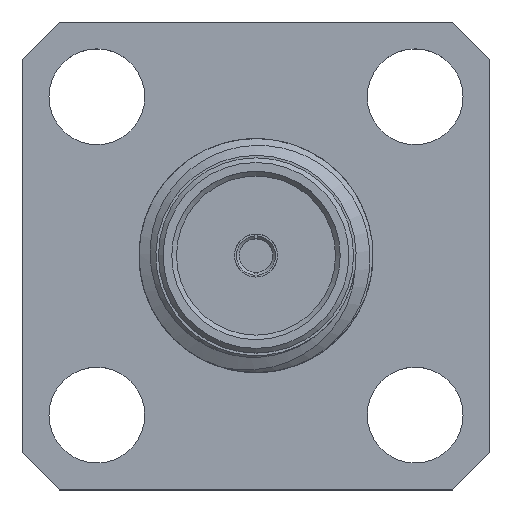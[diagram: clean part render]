
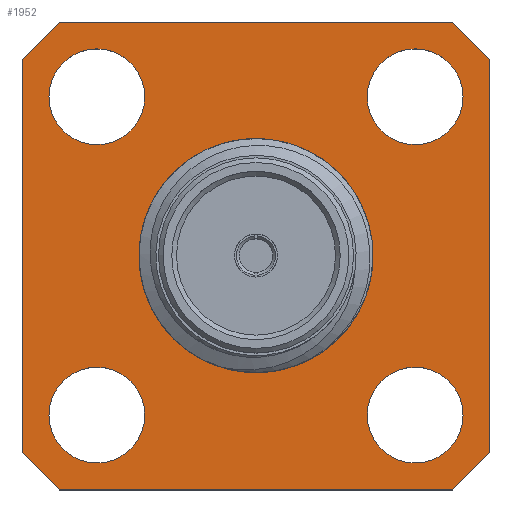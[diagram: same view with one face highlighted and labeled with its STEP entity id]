
A CAD part, top view. The second image highlights one B-rep face of the part: STEP entity #1952.
In plain terms, the highlighted planar face has unit normal (0, 0, 1).
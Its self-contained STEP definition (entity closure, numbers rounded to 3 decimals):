
#30 = DIRECTION ( 'NONE',  ( 0.707, 0.707, 0. ) ) ;
#53 = CARTESIAN_POINT ( 'NONE',  ( 5.62, -4.32, 0. ) ) ;
#109 = VERTEX_POINT ( 'NONE', #399 ) ;
#183 = EDGE_LOOP ( 'NONE', ( #2475 ) ) ;
#240 = CARTESIAN_POINT ( 'NONE',  ( -4.32, 4.32, 0. ) ) ;
#248 = ORIENTED_EDGE ( 'NONE', *, *, #539, .T. ) ;
#255 = DIRECTION ( 'NONE',  ( 0., -1., 0. ) ) ;
#266 = CARTESIAN_POINT ( 'NONE',  ( 5.334, -6.35, 0. ) ) ;
#289 = EDGE_CURVE ( 'NONE', #647, #1566, #478, .T. ) ;
#293 = VERTEX_POINT ( 'NONE', #1550 ) ;
#326 = CARTESIAN_POINT ( 'NONE',  ( -5.334, 6.35, 0. ) ) ;
#362 = DIRECTION ( 'NONE',  ( 1., 0., 0. ) ) ;
#382 = VECTOR ( 'NONE', #1288, 1000. ) ;
#387 = VECTOR ( 'NONE', #1374, 1000. ) ;
#391 = LINE ( 'NONE', #1357, #641 ) ;
#399 = CARTESIAN_POINT ( 'NONE',  ( 6.35, -5.334, 0. ) ) ;
#437 = DIRECTION ( 'NONE',  ( 0., 0., 1. ) ) ;
#478 = LINE ( 'NONE', #326, #382 ) ;
#501 = EDGE_CURVE ( 'NONE', #611, #611, #1794, .T. ) ;
#522 = AXIS2_PLACEMENT_3D ( 'NONE', #1786, #2769, #1316 ) ;
#539 = EDGE_CURVE ( 'NONE', #1496, #1139, #391, .T. ) ;
#598 = VERTEX_POINT ( 'NONE', #2990 ) ;
#611 = VERTEX_POINT ( 'NONE', #1035 ) ;
#619 = CIRCLE ( 'NONE', #2803, 1.3 ) ;
#636 = CIRCLE ( 'NONE', #889, 1.3 ) ;
#641 = VECTOR ( 'NONE', #2117, 1000. ) ;
#647 = VERTEX_POINT ( 'NONE', #958 ) ;
#697 = DIRECTION ( 'NONE',  ( -1., 0., 0. ) ) ;
#698 = CARTESIAN_POINT ( 'NONE',  ( -6.35, -5.334, 0. ) ) ;
#727 = DIRECTION ( 'NONE',  ( 0.707, -0.707, 0. ) ) ;
#768 = EDGE_CURVE ( 'NONE', #1807, #1404, #2877, .T. ) ;
#816 = FACE_BOUND ( 'NONE', #1531, .T. ) ;
#882 = EDGE_CURVE ( 'NONE', #1139, #647, #2694, .T. ) ;
#889 = AXIS2_PLACEMENT_3D ( 'NONE', #240, #2143, #1674 ) ;
#919 = ORIENTED_EDGE ( 'NONE', *, *, #501, .F. ) ;
#929 = CARTESIAN_POINT ( 'NONE',  ( 0., 0., 0. ) ) ;
#940 = ORIENTED_EDGE ( 'NONE', *, *, #1244, .F. ) ;
#958 = CARTESIAN_POINT ( 'NONE',  ( -5.334, 6.35, 0. ) ) ;
#992 = DIRECTION ( 'NONE',  ( -1., 0., 0. ) ) ;
#1021 = CIRCLE ( 'NONE', #2688, 2.65 ) ;
#1035 = CARTESIAN_POINT ( 'NONE',  ( -3.02, -4.32, 0. ) ) ;
#1108 = DIRECTION ( 'NONE',  ( 0., 0., 1. ) ) ;
#1139 = VERTEX_POINT ( 'NONE', #2542 ) ;
#1140 = CARTESIAN_POINT ( 'NONE',  ( 4.32, 4.32, 0. ) ) ;
#1155 = ORIENTED_EDGE ( 'NONE', *, *, #882, .T. ) ;
#1243 = CARTESIAN_POINT ( 'NONE',  ( -6.35, -5.334, 0. ) ) ;
#1244 = EDGE_CURVE ( 'NONE', #598, #598, #636, .T. ) ;
#1255 = EDGE_CURVE ( 'NONE', #1566, #1807, #3093, .T. ) ;
#1257 = VERTEX_POINT ( 'NONE', #53 ) ;
#1279 = VERTEX_POINT ( 'NONE', #1784 ) ;
#1288 = DIRECTION ( 'NONE',  ( -0.707, -0.707, 0. ) ) ;
#1316 = DIRECTION ( 'NONE',  ( -1., 0., 0. ) ) ;
#1339 = CARTESIAN_POINT ( 'NONE',  ( -4.32, -4.32, 0. ) ) ;
#1346 = CARTESIAN_POINT ( 'NONE',  ( -5.334, -6.35, 0. ) ) ;
#1357 = CARTESIAN_POINT ( 'NONE',  ( 6.35, 5.334, 0. ) ) ;
#1374 = DIRECTION ( 'NONE',  ( 0., 1., 0. ) ) ;
#1404 = VERTEX_POINT ( 'NONE', #1346 ) ;
#1434 = EDGE_CURVE ( 'NONE', #109, #1496, #2292, .T. ) ;
#1443 = ORIENTED_EDGE ( 'NONE', *, *, #768, .T. ) ;
#1447 = VECTOR ( 'NONE', #992, 1000. ) ;
#1449 = AXIS2_PLACEMENT_3D ( 'NONE', #1339, #2564, #2808 ) ;
#1496 = VERTEX_POINT ( 'NONE', #2318 ) ;
#1498 = VECTOR ( 'NONE', #727, 1000. ) ;
#1531 = EDGE_LOOP ( 'NONE', ( #919 ) ) ;
#1534 = EDGE_LOOP ( 'NONE', ( #2338 ) ) ;
#1550 = CARTESIAN_POINT ( 'NONE',  ( 5.62, 4.32, 0. ) ) ;
#1552 = FACE_BOUND ( 'NONE', #1534, .T. ) ;
#1561 = CARTESIAN_POINT ( 'NONE',  ( 4.32, -4.32, 0. ) ) ;
#1566 = VERTEX_POINT ( 'NONE', #2352 ) ;
#1674 = DIRECTION ( 'NONE',  ( 1., 0., 0. ) ) ;
#1734 = AXIS2_PLACEMENT_3D ( 'NONE', #1561, #2071, #362 ) ;
#1784 = CARTESIAN_POINT ( 'NONE',  ( -2.65, 0., 0. ) ) ;
#1786 = CARTESIAN_POINT ( 'NONE',  ( 0., 0., 0. ) ) ;
#1788 = CARTESIAN_POINT ( 'NONE',  ( -6.35, -6.35, 0. ) ) ;
#1794 = CIRCLE ( 'NONE', #1449, 1.3 ) ;
#1807 = VERTEX_POINT ( 'NONE', #1243 ) ;
#1839 = EDGE_LOOP ( 'NONE', ( #940 ) ) ;
#1852 = ORIENTED_EDGE ( 'NONE', *, *, #1434, .T. ) ;
#1880 = CIRCLE ( 'NONE', #1734, 1.3 ) ;
#1881 = VECTOR ( 'NONE', #2774, 1000. ) ;
#1952 = ADVANCED_FACE ( 'NONE', ( #2051, #816, #1552, #2526, #2509, #2031 ), #3006, .F. ) ;
#1967 = ORIENTED_EDGE ( 'NONE', *, *, #1991, .T. ) ;
#1991 = EDGE_CURVE ( 'NONE', #1404, #2104, #2757, .T. ) ;
#2031 = FACE_OUTER_BOUND ( 'NONE', #2137, .T. ) ;
#2051 = FACE_BOUND ( 'NONE', #183, .T. ) ;
#2071 = DIRECTION ( 'NONE',  ( 0., 0., 1. ) ) ;
#2093 = ORIENTED_EDGE ( 'NONE', *, *, #1255, .T. ) ;
#2104 = VERTEX_POINT ( 'NONE', #2344 ) ;
#2117 = DIRECTION ( 'NONE',  ( -0.707, 0.707, 0. ) ) ;
#2137 = EDGE_LOOP ( 'NONE', ( #1155, #2376, #2093, #1443, #1967, #2984, #1852, #248 ) ) ;
#2143 = DIRECTION ( 'NONE',  ( 0., 0., 1. ) ) ;
#2292 = LINE ( 'NONE', #3068, #387 ) ;
#2300 = ORIENTED_EDGE ( 'NONE', *, *, #2323, .F. ) ;
#2318 = CARTESIAN_POINT ( 'NONE',  ( 6.35, 5.334, 0. ) ) ;
#2323 = EDGE_CURVE ( 'NONE', #293, #293, #619, .T. ) ;
#2336 = VECTOR ( 'NONE', #30, 1000. ) ;
#2338 = ORIENTED_EDGE ( 'NONE', *, *, #2373, .F. ) ;
#2344 = CARTESIAN_POINT ( 'NONE',  ( 5.334, -6.35, 0. ) ) ;
#2352 = CARTESIAN_POINT ( 'NONE',  ( -6.35, 5.334, 0. ) ) ;
#2373 = EDGE_CURVE ( 'NONE', #1257, #1257, #1880, .T. ) ;
#2376 = ORIENTED_EDGE ( 'NONE', *, *, #289, .T. ) ;
#2432 = CARTESIAN_POINT ( 'NONE',  ( -6.35, -6.35, 0. ) ) ;
#2437 = LINE ( 'NONE', #266, #2336 ) ;
#2451 = CARTESIAN_POINT ( 'NONE',  ( -6.35, 6.35, 0. ) ) ;
#2475 = ORIENTED_EDGE ( 'NONE', *, *, #2896, .F. ) ;
#2509 = FACE_BOUND ( 'NONE', #1839, .T. ) ;
#2526 = FACE_BOUND ( 'NONE', #2532, .T. ) ;
#2532 = EDGE_LOOP ( 'NONE', ( #2300 ) ) ;
#2542 = CARTESIAN_POINT ( 'NONE',  ( 5.334, 6.35, 0. ) ) ;
#2564 = DIRECTION ( 'NONE',  ( 0., 0., 1. ) ) ;
#2675 = EDGE_CURVE ( 'NONE', #2104, #109, #2437, .T. ) ;
#2688 = AXIS2_PLACEMENT_3D ( 'NONE', #929, #437, #697 ) ;
#2694 = LINE ( 'NONE', #2451, #1447 ) ;
#2757 = LINE ( 'NONE', #1788, #1881 ) ;
#2769 = DIRECTION ( 'NONE',  ( 0., 0., -1. ) ) ;
#2774 = DIRECTION ( 'NONE',  ( 1., 0., 0. ) ) ;
#2803 = AXIS2_PLACEMENT_3D ( 'NONE', #1140, #1108, #2813 ) ;
#2808 = DIRECTION ( 'NONE',  ( 1., 0., 0. ) ) ;
#2813 = DIRECTION ( 'NONE',  ( 1., 0., 0. ) ) ;
#2872 = VECTOR ( 'NONE', #255, 1000. ) ;
#2877 = LINE ( 'NONE', #698, #1498 ) ;
#2896 = EDGE_CURVE ( 'NONE', #1279, #1279, #1021, .T. ) ;
#2984 = ORIENTED_EDGE ( 'NONE', *, *, #2675, .T. ) ;
#2990 = CARTESIAN_POINT ( 'NONE',  ( -3.02, 4.32, 0. ) ) ;
#3006 = PLANE ( 'NONE',  #522 ) ;
#3068 = CARTESIAN_POINT ( 'NONE',  ( 6.35, -6.35, 0. ) ) ;
#3093 = LINE ( 'NONE', #2432, #2872 ) ;
